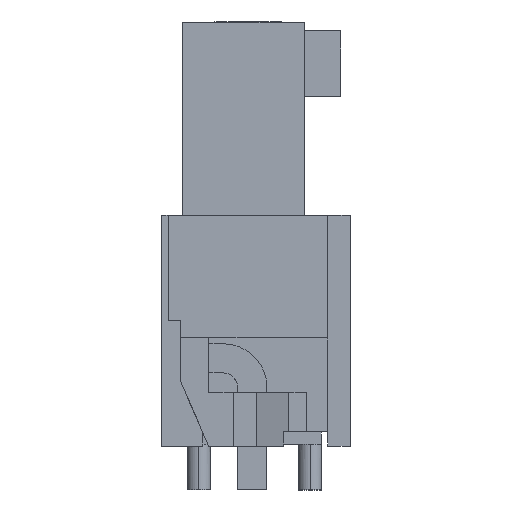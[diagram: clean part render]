
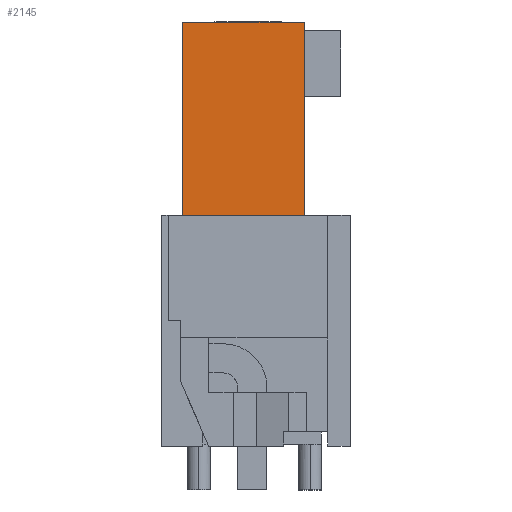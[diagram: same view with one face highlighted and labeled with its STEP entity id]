
A CAD part, left-side view. The second image highlights one B-rep face of the part: STEP entity #2145.
In plain terms, the highlighted planar face has unit normal (-1, 0, 0).
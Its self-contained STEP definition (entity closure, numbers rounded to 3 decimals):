
#2125=AXIS2_PLACEMENT_3D('Plane Axis2P3D',#2122,#2123,#2124) ;
#1100=CARTESIAN_POINT('Vertex',(5.582,1.58,9.4)) ;
#1103=CARTESIAN_POINT('Line Origine',(5.582,3.654,9.4)) ;
#1107=CARTESIAN_POINT('Vertex',(5.582,5.728,9.4)) ;
#2068=CARTESIAN_POINT('Line Origine',(5.582,1.58,12.7)) ;
#2072=CARTESIAN_POINT('Vertex',(5.582,1.58,16.)) ;
#2122=CARTESIAN_POINT('Axis2P3D Location',(5.582,1.58,9.4)) ;
#2127=CARTESIAN_POINT('Line Origine',(5.582,3.654,16.)) ;
#2131=CARTESIAN_POINT('Vertex',(5.582,5.728,16.)) ;
#2134=CARTESIAN_POINT('Line Origine',(5.582,5.728,12.7)) ;
#1104=DIRECTION('Vector Direction',(0.,1.,0.)) ;
#2069=DIRECTION('Vector Direction',(0.,0.,1.)) ;
#2123=DIRECTION('Axis2P3D Direction',(1.,0.,0.)) ;
#2124=DIRECTION('Axis2P3D XDirection',(0.,1.,0.)) ;
#2128=DIRECTION('Vector Direction',(0.,1.,0.)) ;
#2135=DIRECTION('Vector Direction',(0.,0.,1.)) ;
#1105=VECTOR('Line Direction',#1104,1.) ;
#2070=VECTOR('Line Direction',#2069,1.) ;
#2129=VECTOR('Line Direction',#2128,1.) ;
#2136=VECTOR('Line Direction',#2135,1.) ;
#2140=ORIENTED_EDGE('',*,*,#2133,.T.) ;
#2141=ORIENTED_EDGE('',*,*,#2138,.F.) ;
#2142=ORIENTED_EDGE('',*,*,#1109,.T.) ;
#2143=ORIENTED_EDGE('',*,*,#2074,.T.) ;
#2145=ADVANCED_FACE('HOUSING',(#2144),#2126,.F.) ;
#1109=EDGE_CURVE('',#1108,#1101,#1106,.F.) ;
#2074=EDGE_CURVE('',#1101,#2073,#2071,.T.) ;
#2133=EDGE_CURVE('',#2073,#2132,#2130,.T.) ;
#2138=EDGE_CURVE('',#1108,#2132,#2137,.T.) ;
#2139=EDGE_LOOP('',(#2140,#2141,#2142,#2143)) ;
#2144=FACE_OUTER_BOUND('',#2139,.T.) ;
#1106=LINE('Line',#1103,#1105) ;
#2071=LINE('Line',#2068,#2070) ;
#2130=LINE('Line',#2127,#2129) ;
#2137=LINE('Line',#2134,#2136) ;
#2126=PLANE('',#2125) ;
#1101=VERTEX_POINT('',#1100) ;
#1108=VERTEX_POINT('',#1107) ;
#2073=VERTEX_POINT('',#2072) ;
#2132=VERTEX_POINT('',#2131) ;
